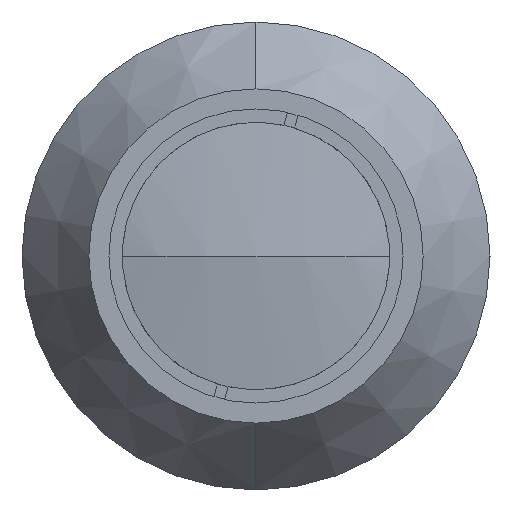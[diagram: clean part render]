
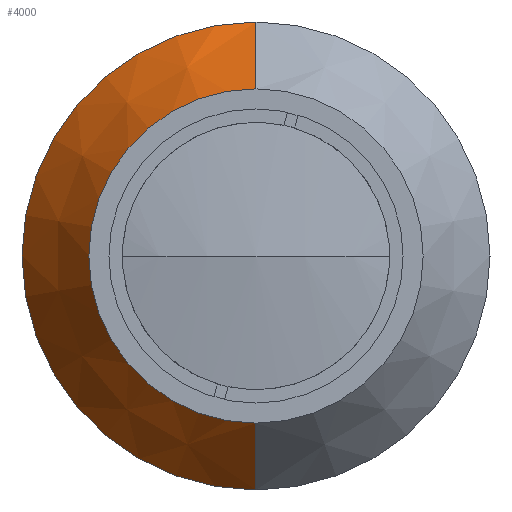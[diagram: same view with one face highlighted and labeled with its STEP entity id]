
A CAD part, left-side view. The second image highlights one B-rep face of the part: STEP entity #4000.
In plain terms, the highlighted conical face has half-angle 35 degrees and reference radius 21 mm.
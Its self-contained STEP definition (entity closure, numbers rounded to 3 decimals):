
#49 = CARTESIAN_POINT ( 'NONE',  ( 23.569, 0., -21. ) ) ;
#101 = EDGE_LOOP ( 'NONE', ( #3410, #206, #4455, #2926 ) ) ;
#206 = ORIENTED_EDGE ( 'NONE', *, *, #2708, .T. ) ;
#227 = CARTESIAN_POINT ( 'NONE',  ( 23.569, 0., 21. ) ) ;
#258 = CARTESIAN_POINT ( 'NONE',  ( 23.569, 0., -21. ) ) ;
#310 = VERTEX_POINT ( 'NONE', #258 ) ;
#369 = CARTESIAN_POINT ( 'NONE',  ( 23.569, 0., 0. ) ) ;
#1071 = LINE ( 'NONE', #49, #1477 ) ;
#1267 = EDGE_CURVE ( 'NONE', #3071, #310, #3748, .T. ) ;
#1324 = CONICAL_SURFACE ( 'NONE', #2562, 21., 0.611 ) ;
#1477 = VECTOR ( 'NONE', #2120, 1000. ) ;
#1596 = LINE ( 'NONE', #227, #3747 ) ;
#1683 = CARTESIAN_POINT ( 'NONE',  ( 15., 0., 0. ) ) ;
#1756 = DIRECTION ( 'NONE',  ( 0., 0., -1. ) ) ;
#2012 = CARTESIAN_POINT ( 'NONE',  ( 23.569, 0., 0. ) ) ;
#2120 = DIRECTION ( 'NONE',  ( 0.819, 0., -0.574 ) ) ;
#2371 = DIRECTION ( 'NONE',  ( 0., 0., 1. ) ) ;
#2402 = FACE_OUTER_BOUND ( 'NONE', #101, .T. ) ;
#2485 = CIRCLE ( 'NONE', #2934, 15. ) ;
#2562 = AXIS2_PLACEMENT_3D ( 'NONE', #369, #3138, #1756 ) ;
#2679 = CARTESIAN_POINT ( 'NONE',  ( 15., 0., 15. ) ) ;
#2708 = EDGE_CURVE ( 'NONE', #3471, #3071, #1596, .T. ) ;
#2926 = ORIENTED_EDGE ( 'NONE', *, *, #3629, .F. ) ;
#2934 = AXIS2_PLACEMENT_3D ( 'NONE', #1683, #4119, #3070 ) ;
#3070 = DIRECTION ( 'NONE',  ( 0., 0., 1. ) ) ;
#3071 = VERTEX_POINT ( 'NONE', #3674 ) ;
#3138 = DIRECTION ( 'NONE',  ( 1., 0., 0. ) ) ;
#3319 = CARTESIAN_POINT ( 'NONE',  ( 15., 0., -15. ) ) ;
#3410 = ORIENTED_EDGE ( 'NONE', *, *, #3916, .F. ) ;
#3471 = VERTEX_POINT ( 'NONE', #2679 ) ;
#3486 = DIRECTION ( 'NONE',  ( -1., 0., 0. ) ) ;
#3629 = EDGE_CURVE ( 'NONE', #4318, #310, #1071, .T. ) ;
#3674 = CARTESIAN_POINT ( 'NONE',  ( 23.569, 0., 21. ) ) ;
#3747 = VECTOR ( 'NONE', #4070, 1000. ) ;
#3748 = CIRCLE ( 'NONE', #3968, 21. ) ;
#3916 = EDGE_CURVE ( 'NONE', #3471, #4318, #2485, .T. ) ;
#3968 = AXIS2_PLACEMENT_3D ( 'NONE', #2012, #3486, #2371 ) ;
#4000 = ADVANCED_FACE ( 'NONE', ( #2402 ), #1324, .T. ) ;
#4070 = DIRECTION ( 'NONE',  ( 0.819, 0., 0.574 ) ) ;
#4119 = DIRECTION ( 'NONE',  ( -1., 0., 0. ) ) ;
#4318 = VERTEX_POINT ( 'NONE', #3319 ) ;
#4455 = ORIENTED_EDGE ( 'NONE', *, *, #1267, .T. ) ;
